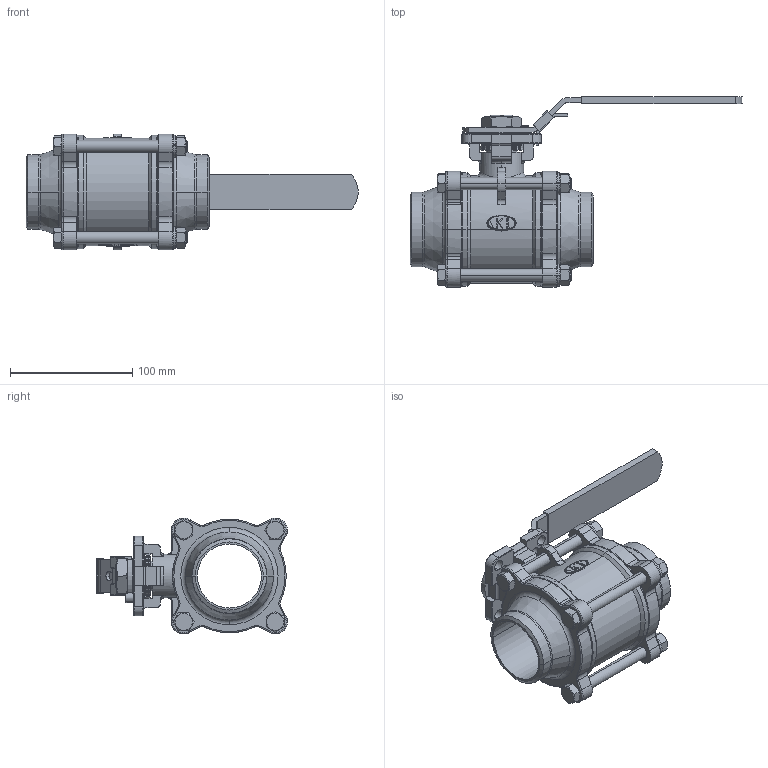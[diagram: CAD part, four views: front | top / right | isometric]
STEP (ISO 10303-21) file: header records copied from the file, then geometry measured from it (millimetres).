
FILE_DESCRIPTION (( 'STEP AP203' ), '1' );
FILE_NAME ('KV-L31 2.STEP', '2017-02-07T02:43:59', ( 'XiTongTianDi' ), ( 'XiTongTianDi.Com' ), 'SwSTEP 2.0', 'SolidWorks 2013', '' );
FILE_SCHEMA (( 'CONFIG_CONTROL_DESIGN' ));
Products named in the file (1): KV-L31 2
Bounding box: 271.93 x 156.18 x 94.95 mm (x, y, z)
Volume: 623665 mm3; surface area: 134905.5 mm2
Topology: 1 solids, 2 shells, 1087 faces, 2834 edges, 1769 vertices
Faces by surface type: plane 355, cylinder 321, bspline 202, torus 135, cone 74
Entity records: 80212 total; most frequent: CARTESIAN_POINT 55524, ORIENTED_EDGE 5648, DIRECTION 4492, EDGE_CURVE 2824, VERTEX_POINT 1769, AXIS2_PLACEMENT_3D 1694, EDGE_LOOP 1165, VECTOR 1104
